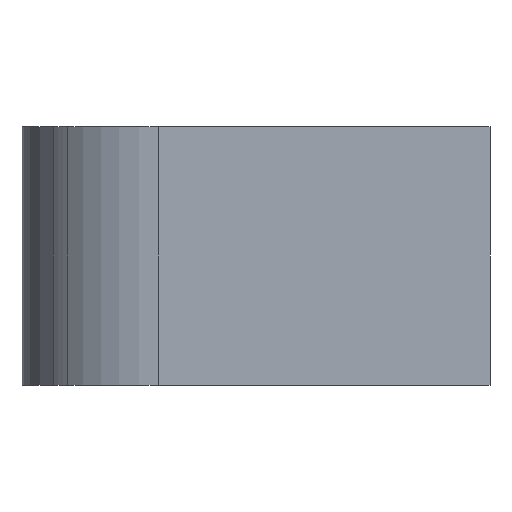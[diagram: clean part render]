
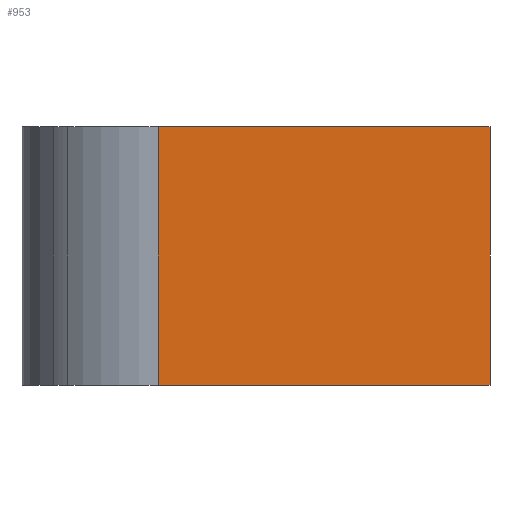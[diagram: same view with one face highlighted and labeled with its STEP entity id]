
A CAD part, front view. The second image highlights one B-rep face of the part: STEP entity #953.
In plain terms, the highlighted planar face has unit normal (0, -1, 0).
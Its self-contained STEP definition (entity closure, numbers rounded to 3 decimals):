
#308 = VERTEX_POINT('',#309);
#309 = CARTESIAN_POINT('',(-3.029,-4.75,6.));
#316 = EDGE_CURVE('',#317,#308,#319,.T.);
#317 = VERTEX_POINT('',#318);
#318 = CARTESIAN_POINT('',(7.25,-4.75,6.));
#319 = LINE('',#320,#321);
#320 = CARTESIAN_POINT('',(-1.334,-4.75,6.));
#321 = VECTOR('',#322,1.);
#322 = DIRECTION('',(-1.,0.,0.));
#516 = VERTEX_POINT('',#517);
#517 = CARTESIAN_POINT('',(-3.029,-4.75,-2.));
#524 = EDGE_CURVE('',#516,#525,#527,.T.);
#525 = VERTEX_POINT('',#526);
#526 = CARTESIAN_POINT('',(7.25,-4.75,-2.));
#527 = LINE('',#528,#529);
#528 = CARTESIAN_POINT('',(-1.334,-4.75,-2.));
#529 = VECTOR('',#530,1.);
#530 = DIRECTION('',(1.,0.,0.));
#943 = EDGE_CURVE('',#516,#308,#944,.T.);
#944 = LINE('',#945,#946);
#945 = CARTESIAN_POINT('',(-3.029,-4.75,0.));
#946 = VECTOR('',#947,1.);
#947 = DIRECTION('',(0.,0.,1.));
#953 = ADVANCED_FACE('',(#954),#965,.F.);
#954 = FACE_BOUND('',#955,.F.);
#955 = EDGE_LOOP('',(#956,#957,#958,#959));
#956 = ORIENTED_EDGE('',*,*,#524,.F.);
#957 = ORIENTED_EDGE('',*,*,#943,.T.);
#958 = ORIENTED_EDGE('',*,*,#316,.F.);
#959 = ORIENTED_EDGE('',*,*,#960,.T.);
#960 = EDGE_CURVE('',#317,#525,#961,.T.);
#961 = LINE('',#962,#963);
#962 = CARTESIAN_POINT('',(7.25,-4.75,0.));
#963 = VECTOR('',#964,1.);
#964 = DIRECTION('',(0.,0.,-1.));
#965 = PLANE('',#966);
#966 = AXIS2_PLACEMENT_3D('',#967,#968,#969);
#967 = CARTESIAN_POINT('',(-3.029,-4.75,0.));
#968 = DIRECTION('',(0.,1.,0.));
#969 = DIRECTION('',(1.,0.,0.));
